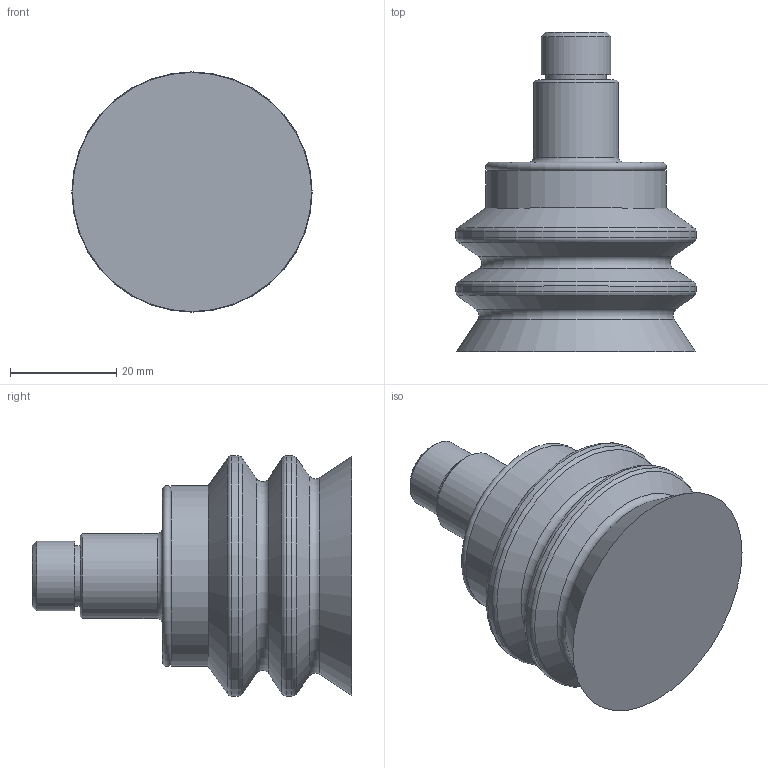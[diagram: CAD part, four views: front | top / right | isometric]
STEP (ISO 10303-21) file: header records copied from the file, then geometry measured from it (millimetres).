
FILE_DESCRIPTION(/* description */ (''),/* implementation_level */ '2;1');
FILE_NAME(/* name */ '3D_vf45nit+rac21r1-4m.stp',/* time_stamp */ '2020-03-25T10:33:18+01:00',/* author */ ('lmacia'),/* organization */ (''),/* preprocessor_version */ 'ST-DEVELOPER v17',/* originating_system */ 'Autodesk Inventor 2019',/* authorisation */ '');
FILE_SCHEMA (('AUTOMOTIVE_DESIGN { 1 0 10303 214 3 1 1 }'));
Length unit declared in the file: millimetre
Products named in the file (1): 3D_vf45+rac21r1-4m
Bounding box: 45.2 x 60.1 x 45.2 mm (x, y, z)
Volume: 47293.5 mm3; surface area: 9604.7 mm2
Topology: 1 solids, 1 shells, 29 faces, 91 edges, 69 vertices
Faces by surface type: torus 8, plane 7, cylinder 7, cone 7
Full cylindrical faces by diameter (mm): 7.5 x1, 11.445 x1, 13.157 x1, 16 x1, 34 x1, 45.2 x2
Entity records: 1191 total; most frequent: DIRECTION 228, CARTESIAN_POINT 190, ORIENTED_EDGE 182, AXIS2_PLACEMENT_3D 107, EDGE_CURVE 91, CIRCLE 77, VERTEX_POINT 69, EDGE_LOOP 34
